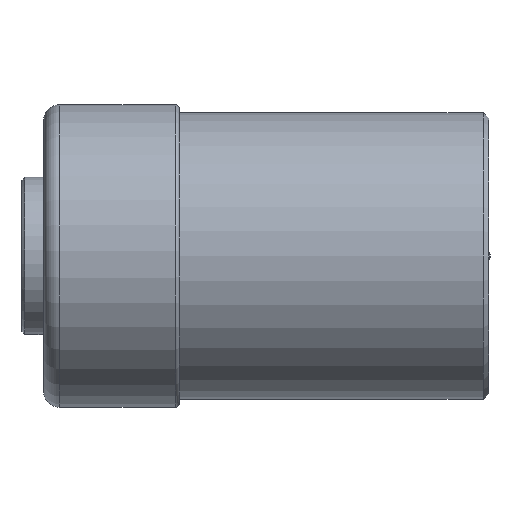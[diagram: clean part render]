
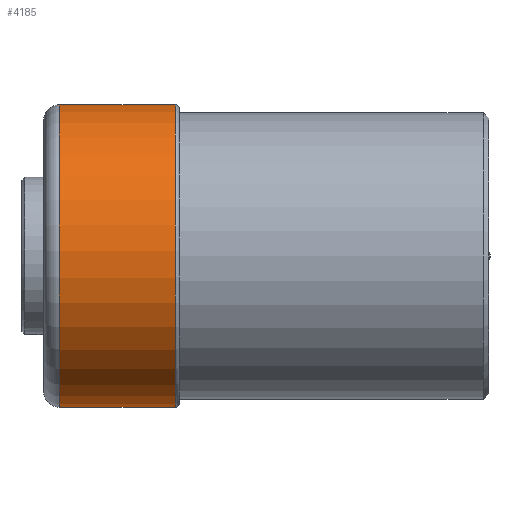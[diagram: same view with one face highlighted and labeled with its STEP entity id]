
A CAD part, left-side view. The second image highlights one B-rep face of the part: STEP entity #4185.
In plain terms, the highlighted cylindrical face has radius 52.5 mm (diameter 105 mm), a full revolution.
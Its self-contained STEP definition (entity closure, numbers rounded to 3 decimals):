
#1113 = CIRCLE ( 'NONE', #14479, 52.5 ) ;
#1592 = CYLINDRICAL_SURFACE ( 'NONE', #17151, 52.5 ) ;
#1950 = CARTESIAN_POINT ( 'NONE',  ( -1.671, 149., -52.473 ) ) ;
#2429 = DIRECTION ( 'NONE',  ( -0.032, 0., -0.999 ) ) ;
#2632 = AXIS2_PLACEMENT_3D ( 'NONE', #12911, #15795, #3350 ) ;
#3350 = DIRECTION ( 'NONE',  ( -0.032, 0., -0.999 ) ) ;
#3490 = DIRECTION ( 'NONE',  ( 0.032, 0., 0.999 ) ) ;
#4185 = ADVANCED_FACE ( 'NONE', ( #11087, #10239 ), #1592, .T. ) ;
#4916 = VERTEX_POINT ( 'NONE', #1950 ) ;
#5155 = ORIENTED_EDGE ( 'NONE', *, *, #15445, .T. ) ;
#6811 = EDGE_CURVE ( 'NONE', #9270, #9270, #1113, .T. ) ;
#6985 = EDGE_LOOP ( 'NONE', ( #11631 ) ) ;
#7598 = CARTESIAN_POINT ( 'NONE',  ( 0., 108.75, 0. ) ) ;
#7872 = DIRECTION ( 'NONE',  ( 0., -1., 0. ) ) ;
#8036 = CIRCLE ( 'NONE', #2632, 52.5 ) ;
#8991 = DIRECTION ( 'NONE',  ( 0., 1., 0. ) ) ;
#9270 = VERTEX_POINT ( 'NONE', #11533 ) ;
#10239 = FACE_OUTER_BOUND ( 'NONE', #10476, .T. ) ;
#10476 = EDGE_LOOP ( 'NONE', ( #5155 ) ) ;
#11087 = FACE_OUTER_BOUND ( 'NONE', #6985, .T. ) ;
#11533 = CARTESIAN_POINT ( 'NONE',  ( 1.671, 108.75, 52.473 ) ) ;
#11631 = ORIENTED_EDGE ( 'NONE', *, *, #6811, .T. ) ;
#12911 = CARTESIAN_POINT ( 'NONE',  ( 0., 149., 0. ) ) ;
#14479 = AXIS2_PLACEMENT_3D ( 'NONE', #7598, #8991, #3490 ) ;
#15445 = EDGE_CURVE ( 'NONE', #4916, #4916, #8036, .T. ) ;
#15795 = DIRECTION ( 'NONE',  ( 0., -1., 0. ) ) ;
#16168 = CARTESIAN_POINT ( 'NONE',  ( 0., 70.586, 0. ) ) ;
#17151 = AXIS2_PLACEMENT_3D ( 'NONE', #16168, #7872, #2429 ) ;
